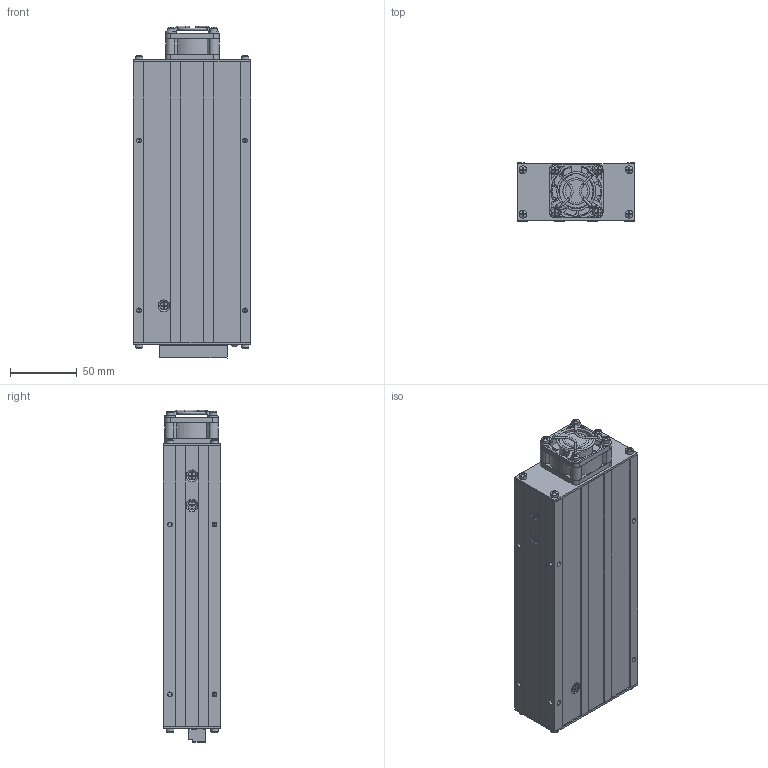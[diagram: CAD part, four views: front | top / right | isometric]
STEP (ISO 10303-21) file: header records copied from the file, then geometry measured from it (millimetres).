
FILE_DESCRIPTION(('WN8A'),'2;1');
FILE_NAME('WP8A generic 6-21-11.stp','2011-06-21T14:02:57',('JDietsch'),('Acopian Technical Company'),'Autodesk Inventor 2011','Autodesk Inventor 2011','Jdietsch');
FILE_SCHEMA(('CONFIG_CONTROL_DESIGN'));
Length unit declared in the file: inch
Products named in the file (29): WP8 generic all; E200-44 EXTRUSION 3.5 NS HOUSING; E200-29, SCREEN N8; WN8 BOARD AND CONNECTOR.iam (10pin); WN8 BOARD; header_5.08mm_10pl_90; HEADER 9 PLC 2MM; TO-247; TO-220; WN8-F DAUGHTER BOARD; WN8-F; E4500-9; WN8-C DAUGHTER BOARD; WN8-C; RES TRIM 50K 15TURN; HEADER SOCKET 2MM 9 PLC; E4500-8; E4500-7; E4500-4; E4500-23_7_inv_flanged; Cross Recessed Fillister Head Tapping Screw - Type F - Type I No. 6 - 32 - 1/2; Cross Recessed Flat Countersunk Head Tapping Screw - Type C - Type I - Inch 6-32 UNC - 0.375; E4500-1 WN8, COVER FRONT; LOGO CLEAR; Cross Recessed Fillister Head Tapping Screw - Type B - Type I No. 6 - 20 - 1; FAN GUARD 40mm; E4500-22 COVER, WN8 REAR - 1 FAN; Fan 12V 40x20; plug_5.08mm_10pl
Assembly tree (51 placements, depth 4):
  WP8 generic all
    E200-44 EXTRUSION 3.5 NS HOUSING
    E200-29, SCREEN N8
    WN8 BOARD AND CONNECTOR.iam (10pin)
      WN8 BOARD
      header_5.08mm_10pl_90
      HEADER 9 PLC 2MM  x3
      TO-247  x2
      TO-220  x4
      WN8-F DAUGHTER BOARD
        WN8-F
        E4500-9
      WN8-C DAUGHTER BOARD
        WN8-C
        RES TRIM 50K 15TURN
        HEADER SOCKET 2MM 9 PLC  x3
      E4500-8
      E4500-7
      E4500-4
      E4500-23_7_inv_flanged
    Cross Recessed Fillister Head Tapping Screw - Type F - Type I No. 6 - 32 - 1/2  x8
    Cross Recessed Flat Countersunk Head Tapping Screw - Type C - Type I - Inch 6-32 UNC - 0.375  x6
    E4500-1 WN8, COVER FRONT
    LOGO CLEAR
    Cross Recessed Fillister Head Tapping Screw - Type B - Type I No. 6 - 20 - 1  x4
    FAN GUARD 40mm
    E4500-22 COVER, WN8 REAR - 1 FAN
    Fan 12V 40x20
    plug_5.08mm_10pl
Bounding box: 87.63 x 43.18 x 248.22 mm (x, y, z)
Volume: 303787.5 mm3; surface area: 247037 mm2
Topology: 51 solids, 51 shells, 5846 faces, 15754 edges, 10304 vertices
Faces by surface type: plane 4021, bspline 793, cylinder 683, cone 214, torus 109, sphere 26
Full cylindrical faces by diameter (mm): 0.432 x12, 0.508 x9, 0.635 x1, 0.762 x14, 0.813 x24, 1.067 x58, 1.27 x13, 1.397 x6, 1.524 x8, 2.159 x1, 2.286 x1, 2.642 x11, 2.778 x4, 3.5 x4, 3.505 x18, 3.607 x9, 3.658 x6, 3.9 x10, 3.969 x1, 4.2 x10, 4.366 x8, 4.445 x1, 5.159 x1, 5.74 x12, 6.045 x6, 7.366 x1, 16.256 x3, 25 x1, 30.48 x2, 36.513 x1
Entity records: 141750 total; most frequent: CARTESIAN_POINT 37542, ORIENTED_EDGE 22452, DIRECTION 17898, EDGE_CURVE 11226, VECTOR 8166, LINE 8166, VERTEX_POINT 7554, EDGE_LOOP 5311
